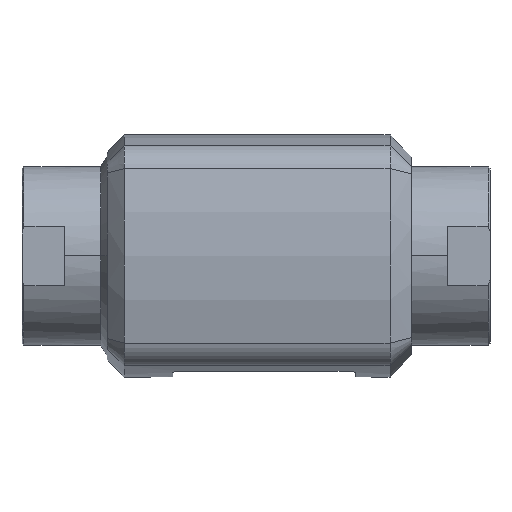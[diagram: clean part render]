
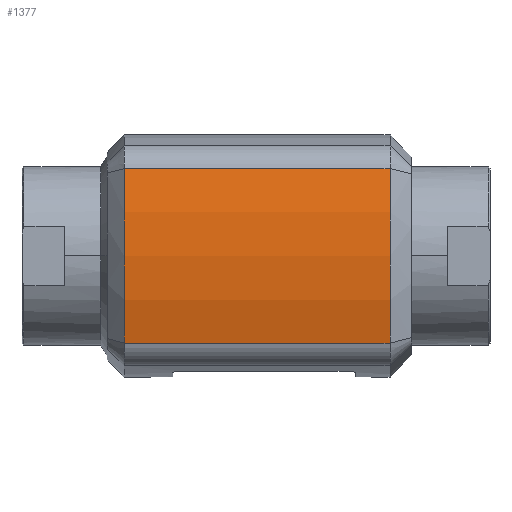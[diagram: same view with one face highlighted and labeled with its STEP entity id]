
A CAD part, top view. The second image highlights one B-rep face of the part: STEP entity #1377.
In plain terms, the highlighted cylindrical face has radius 80.5 mm (diameter 161 mm), a partial arc.
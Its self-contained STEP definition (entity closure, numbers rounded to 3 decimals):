
#87 = CARTESIAN_POINT ( 'NONE',  ( -16.5, 0., -52. ) ) ;
#202 = VERTEX_POINT ( 'NONE', #2112 ) ;
#250 = DIRECTION ( 'NONE',  ( -1., 0., 0. ) ) ;
#264 = CARTESIAN_POINT ( 'NONE',  ( 46., 0., -52. ) ) ;
#343 = VERTEX_POINT ( 'NONE', #663 ) ;
#438 = CARTESIAN_POINT ( 'NONE',  ( -16.5, -20.503, 25.845 ) ) ;
#444 = CARTESIAN_POINT ( 'NONE',  ( 46., -20.503, 25.845 ) ) ;
#473 = LINE ( 'NONE', #1617, #480 ) ;
#480 = VECTOR ( 'NONE', #1214, 1000. ) ;
#643 = ORIENTED_EDGE ( 'NONE', *, *, #1481, .T. ) ;
#653 = CYLINDRICAL_SURFACE ( 'NONE', #1890, 80.5 ) ;
#663 = CARTESIAN_POINT ( 'NONE',  ( -16.5, 20.503, 25.845 ) ) ;
#681 = DIRECTION ( 'NONE',  ( 0., 0.255, 0.967 ) ) ;
#770 = EDGE_CURVE ( 'NONE', #343, #2175, #2332, .T. ) ;
#792 = VERTEX_POINT ( 'NONE', #444 ) ;
#827 = EDGE_CURVE ( 'NONE', #792, #202, #1278, .T. ) ;
#1003 = DIRECTION ( 'NONE',  ( 0., 0.255, 0.967 ) ) ;
#1187 = FACE_OUTER_BOUND ( 'NONE', #1792, .T. ) ;
#1214 = DIRECTION ( 'NONE',  ( 1., 0., 0. ) ) ;
#1278 = CIRCLE ( 'NONE', #1316, 80.5 ) ;
#1316 = AXIS2_PLACEMENT_3D ( 'NONE', #264, #250, #1003 ) ;
#1358 = AXIS2_PLACEMENT_3D ( 'NONE', #1763, #1603, #1917 ) ;
#1377 = ADVANCED_FACE ( 'NONE', ( #1187 ), #653, .T. ) ;
#1413 = LINE ( 'NONE', #2191, #1821 ) ;
#1476 = ORIENTED_EDGE ( 'NONE', *, *, #770, .T. ) ;
#1481 = EDGE_CURVE ( 'NONE', #2175, #792, #473, .T. ) ;
#1603 = DIRECTION ( 'NONE',  ( 1., 0., 0. ) ) ;
#1617 = CARTESIAN_POINT ( 'NONE',  ( -16.5, -20.503, 25.845 ) ) ;
#1620 = DIRECTION ( 'NONE',  ( 1., 0., 0. ) ) ;
#1763 = CARTESIAN_POINT ( 'NONE',  ( -16.5, 0., -52. ) ) ;
#1792 = EDGE_LOOP ( 'NONE', ( #1845, #2384, #1476, #643 ) ) ;
#1821 = VECTOR ( 'NONE', #1620, 1000. ) ;
#1845 = ORIENTED_EDGE ( 'NONE', *, *, #827, .T. ) ;
#1890 = AXIS2_PLACEMENT_3D ( 'NONE', #87, #2136, #681 ) ;
#1917 = DIRECTION ( 'NONE',  ( 0., 0.255, 0.967 ) ) ;
#2112 = CARTESIAN_POINT ( 'NONE',  ( 46., 20.503, 25.845 ) ) ;
#2136 = DIRECTION ( 'NONE',  ( 1., 0., 0. ) ) ;
#2175 = VERTEX_POINT ( 'NONE', #438 ) ;
#2191 = CARTESIAN_POINT ( 'NONE',  ( -16.5, 20.503, 25.845 ) ) ;
#2260 = EDGE_CURVE ( 'NONE', #343, #202, #1413, .T. ) ;
#2332 = CIRCLE ( 'NONE', #1358, 80.5 ) ;
#2384 = ORIENTED_EDGE ( 'NONE', *, *, #2260, .F. ) ;
